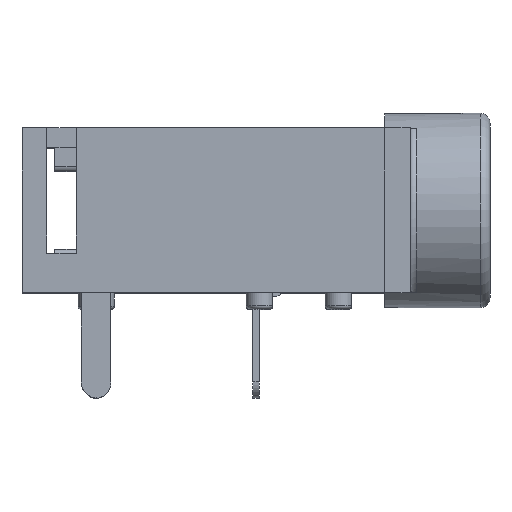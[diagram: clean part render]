
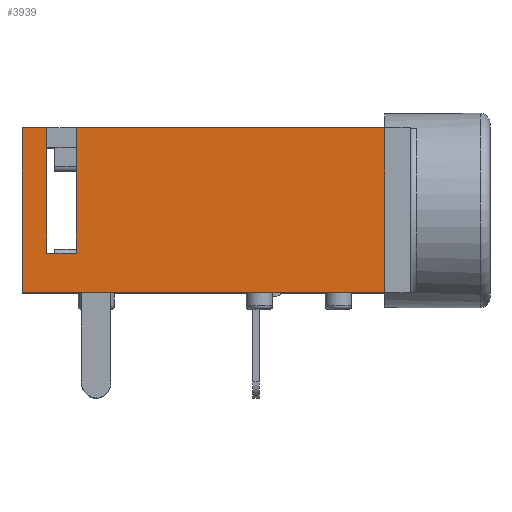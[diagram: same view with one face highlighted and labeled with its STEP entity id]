
A CAD part, top view. The second image highlights one B-rep face of the part: STEP entity #3939.
In plain terms, the highlighted planar face has unit normal (0, 0, 1).
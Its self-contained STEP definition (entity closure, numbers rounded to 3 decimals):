
#182=PLANE('',#4244);
#378=FACE_OUTER_BOUND('',#588,.T.);
#588=EDGE_LOOP('',(#3580,#3581,#3582,#3583,#3584,#3585,#3586,#3587));
#916=LINE('',#6174,#1377);
#928=LINE('',#6195,#1389);
#950=LINE('',#6238,#1411);
#955=LINE('',#6248,#1416);
#958=LINE('',#6252,#1419);
#961=LINE('',#6257,#1422);
#962=LINE('',#6259,#1423);
#1037=LINE('',#6414,#1498);
#1377=VECTOR('',#5029,10.);
#1389=VECTOR('',#5049,10.);
#1411=VECTOR('',#5083,10.);
#1416=VECTOR('',#5090,10.);
#1419=VECTOR('',#5095,10.);
#1422=VECTOR('',#5102,10.);
#1423=VECTOR('',#5103,10.);
#1498=VECTOR('',#5248,10.);
#1898=VERTEX_POINT('',#6171);
#1899=VERTEX_POINT('',#6173);
#1904=VERTEX_POINT('',#6193);
#1918=VERTEX_POINT('',#6235);
#1919=VERTEX_POINT('',#6237);
#1922=VERTEX_POINT('',#6245);
#1923=VERTEX_POINT('',#6247);
#1924=VERTEX_POINT('',#6258);
#2395=EDGE_CURVE('',#1899,#1898,#916,.T.);
#2407=EDGE_CURVE('',#1898,#1904,#928,.T.);
#2429=EDGE_CURVE('',#1919,#1918,#950,.T.);
#2434=EDGE_CURVE('',#1923,#1922,#955,.T.);
#2437=EDGE_CURVE('',#1922,#1919,#958,.T.);
#2440=EDGE_CURVE('',#1918,#1899,#961,.T.);
#2441=EDGE_CURVE('',#1924,#1923,#962,.T.);
#2516=EDGE_CURVE('',#1904,#1924,#1037,.T.);
#3580=ORIENTED_EDGE('',*,*,#2429,.T.);
#3581=ORIENTED_EDGE('',*,*,#2440,.T.);
#3582=ORIENTED_EDGE('',*,*,#2395,.T.);
#3583=ORIENTED_EDGE('',*,*,#2407,.T.);
#3584=ORIENTED_EDGE('',*,*,#2516,.T.);
#3585=ORIENTED_EDGE('',*,*,#2441,.T.);
#3586=ORIENTED_EDGE('',*,*,#2434,.T.);
#3587=ORIENTED_EDGE('',*,*,#2437,.T.);
#3939=ADVANCED_FACE('',(#378),#182,.T.);
#4244=AXIS2_PLACEMENT_3D('',#6416,#5251,#5252);
#5029=DIRECTION('',(0.,-1.,0.));
#5049=DIRECTION('',(1.,0.,0.));
#5083=DIRECTION('',(0.,1.,0.));
#5090=DIRECTION('',(0.,-1.,0.));
#5095=DIRECTION('',(-1.,0.,0.));
#5102=DIRECTION('',(-1.,0.,0.));
#5103=DIRECTION('',(-1.,0.,0.));
#5248=DIRECTION('',(0.,1.,0.));
#5251=DIRECTION('center_axis',(0.,0.,1.));
#5252=DIRECTION('ref_axis',(1.,0.,0.));
#6171=CARTESIAN_POINT('',(-5.5,0.,6.));
#6173=CARTESIAN_POINT('',(-5.5,5.,6.));
#6174=CARTESIAN_POINT('',(-5.5,0.,6.));
#6193=CARTESIAN_POINT('',(5.5,0.,6.));
#6195=CARTESIAN_POINT('',(5.5,0.,6.));
#6235=CARTESIAN_POINT('',(-4.75,5.,6.));
#6237=CARTESIAN_POINT('',(-4.75,1.2,6.));
#6238=CARTESIAN_POINT('',(-4.75,3.75,6.));
#6245=CARTESIAN_POINT('',(-3.85,1.2,6.));
#6247=CARTESIAN_POINT('',(-3.85,5.,6.));
#6248=CARTESIAN_POINT('',(-3.85,3.75,6.));
#6252=CARTESIAN_POINT('',(-2.15,1.2,6.));
#6257=CARTESIAN_POINT('',(-5.5,5.,6.));
#6258=CARTESIAN_POINT('',(5.5,5.,6.));
#6259=CARTESIAN_POINT('',(-5.5,5.,6.));
#6414=CARTESIAN_POINT('',(5.5,5.,6.));
#6416=CARTESIAN_POINT('Origin',(0.,2.5,6.));
